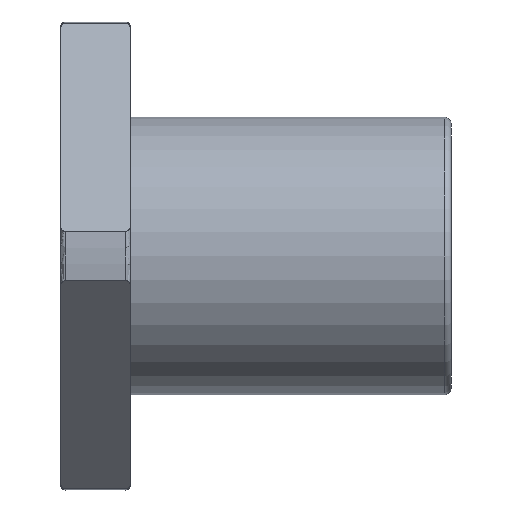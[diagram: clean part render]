
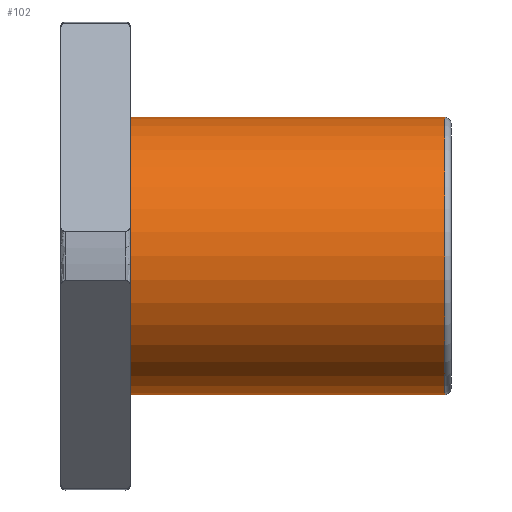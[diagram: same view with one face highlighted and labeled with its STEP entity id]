
A CAD part, front view. The second image highlights one B-rep face of the part: STEP entity #102.
In plain terms, the highlighted cylindrical face has radius 16 mm (diameter 32 mm), a full revolution.
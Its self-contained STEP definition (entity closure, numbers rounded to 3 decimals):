
#102 = ADVANCED_FACE( '', ( #227, #228 ), #229, .T. );
#227 = FACE_OUTER_BOUND( '', #370, .T. );
#228 = FACE_OUTER_BOUND( '', #371, .T. );
#229 = CYLINDRICAL_SURFACE( '', #372, 16. );
#370 = EDGE_LOOP( '', ( #598 ) );
#371 = EDGE_LOOP( '', ( #599 ) );
#372 = AXIS2_PLACEMENT_3D( '', #600, #601, #602 );
#598 = ORIENTED_EDGE( '', *, *, #797, .T. );
#599 = ORIENTED_EDGE( '', *, *, #785, .F. );
#600 = CARTESIAN_POINT( '', ( 45., 0., 0. ) );
#601 = DIRECTION( '', ( -1., 0., 0. ) );
#602 = DIRECTION( '', ( 0., 0., -1. ) );
#785 = EDGE_CURVE( '', #940, #940, #941, .T. );
#797 = EDGE_CURVE( '', #955, #955, #956, .T. );
#940 = VERTEX_POINT( '', #1225 );
#941 = CIRCLE( '', #1226, 16. );
#955 = VERTEX_POINT( '', #1258 );
#956 = CIRCLE( '', #1259, 16. );
#1225 = CARTESIAN_POINT( '', ( 44.25, 0., -16. ) );
#1226 = AXIS2_PLACEMENT_3D( '', #1387, #1388, #1389 );
#1258 = CARTESIAN_POINT( '', ( 8., 0., -16. ) );
#1259 = AXIS2_PLACEMENT_3D( '', #1398, #1399, #1400 );
#1387 = CARTESIAN_POINT( '', ( 44.25, 0., 0. ) );
#1388 = DIRECTION( '', ( 1., 0., 0. ) );
#1389 = DIRECTION( '', ( 0., 0., -1. ) );
#1398 = CARTESIAN_POINT( '', ( 8., 0., 0. ) );
#1399 = DIRECTION( '', ( 1., 0., 0. ) );
#1400 = DIRECTION( '', ( 0., 0., -1. ) );
